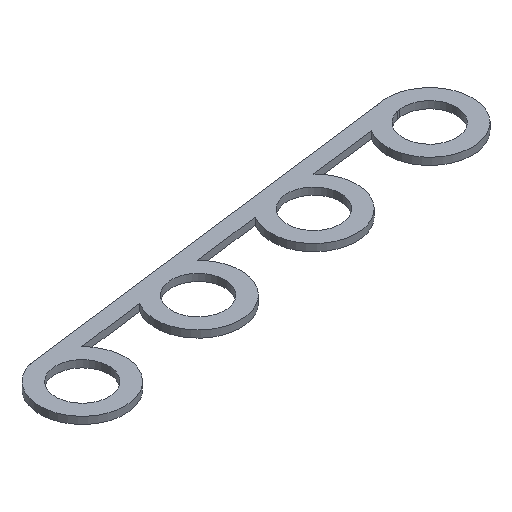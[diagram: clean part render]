
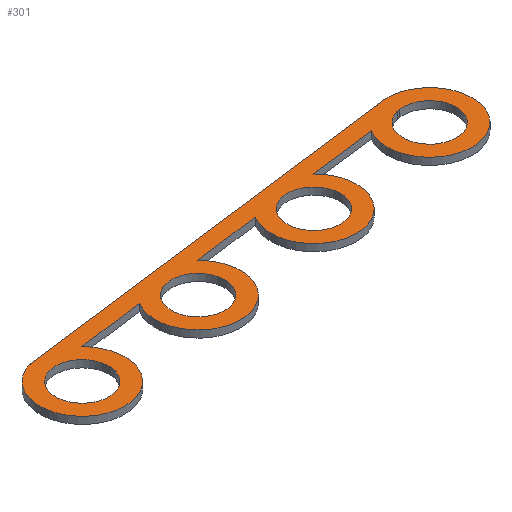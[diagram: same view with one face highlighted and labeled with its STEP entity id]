
A CAD part, isometric view. The second image highlights one B-rep face of the part: STEP entity #301.
In plain terms, the highlighted planar face has unit normal (0, 0, 1).
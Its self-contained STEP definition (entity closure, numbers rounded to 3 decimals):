
#23=FACE_BOUND('',#48,.T.);
#24=FACE_BOUND('',#49,.T.);
#25=FACE_BOUND('',#50,.T.);
#26=FACE_BOUND('',#51,.T.);
#31=FACE_OUTER_BOUND('',#47,.T.);
#47=EDGE_LOOP('',(#209,#210,#211,#212,#213,#214,#215,#216));
#48=EDGE_LOOP('',(#217,#218,#219));
#49=EDGE_LOOP('',(#220));
#50=EDGE_LOOP('',(#221));
#51=EDGE_LOOP('',(#222));
#71=LINE('',#449,#97);
#72=LINE('',#453,#98);
#73=LINE('',#457,#99);
#74=LINE('',#460,#100);
#75=LINE('',#465,#101);
#76=LINE('',#466,#102);
#97=VECTOR('',#357,10.);
#98=VECTOR('',#360,10.);
#99=VECTOR('',#363,10.);
#100=VECTOR('',#366,10.);
#101=VECTOR('',#369,10.);
#102=VECTOR('',#370,10.);
#123=CIRCLE('',#320,6.);
#124=CIRCLE('',#321,6.);
#125=CIRCLE('',#322,6.);
#126=CIRCLE('',#323,6.);
#127=CIRCLE('',#324,3.75);
#128=CIRCLE('',#325,3.75);
#129=CIRCLE('',#326,3.75);
#130=CIRCLE('',#327,3.75);
#139=VERTEX_POINT('',#445);
#140=VERTEX_POINT('',#446);
#141=VERTEX_POINT('',#448);
#142=VERTEX_POINT('',#450);
#143=VERTEX_POINT('',#452);
#144=VERTEX_POINT('',#454);
#145=VERTEX_POINT('',#456);
#146=VERTEX_POINT('',#458);
#147=VERTEX_POINT('',#461);
#148=VERTEX_POINT('',#462);
#149=VERTEX_POINT('',#464);
#150=VERTEX_POINT('',#467);
#151=VERTEX_POINT('',#469);
#152=VERTEX_POINT('',#471);
#167=EDGE_CURVE('',#139,#140,#123,.T.);
#168=EDGE_CURVE('',#140,#141,#71,.T.);
#169=EDGE_CURVE('',#141,#142,#124,.T.);
#170=EDGE_CURVE('',#142,#143,#72,.T.);
#171=EDGE_CURVE('',#143,#144,#125,.T.);
#172=EDGE_CURVE('',#144,#145,#73,.T.);
#173=EDGE_CURVE('',#145,#146,#126,.T.);
#174=EDGE_CURVE('',#146,#139,#74,.T.);
#175=EDGE_CURVE('',#147,#148,#127,.T.);
#176=EDGE_CURVE('',#148,#149,#75,.T.);
#177=EDGE_CURVE('',#149,#147,#76,.T.);
#178=EDGE_CURVE('',#150,#150,#128,.T.);
#179=EDGE_CURVE('',#151,#151,#129,.T.);
#180=EDGE_CURVE('',#152,#152,#130,.T.);
#209=ORIENTED_EDGE('',*,*,#167,.T.);
#210=ORIENTED_EDGE('',*,*,#168,.T.);
#211=ORIENTED_EDGE('',*,*,#169,.T.);
#212=ORIENTED_EDGE('',*,*,#170,.T.);
#213=ORIENTED_EDGE('',*,*,#171,.T.);
#214=ORIENTED_EDGE('',*,*,#172,.T.);
#215=ORIENTED_EDGE('',*,*,#173,.T.);
#216=ORIENTED_EDGE('',*,*,#174,.T.);
#217=ORIENTED_EDGE('',*,*,#175,.T.);
#218=ORIENTED_EDGE('',*,*,#176,.T.);
#219=ORIENTED_EDGE('',*,*,#177,.T.);
#220=ORIENTED_EDGE('',*,*,#178,.T.);
#221=ORIENTED_EDGE('',*,*,#179,.T.);
#222=ORIENTED_EDGE('',*,*,#180,.T.);
#293=PLANE('',#319);
#301=ADVANCED_FACE('',(#31,#23,#24,#25,#26),#293,.T.);
#319=AXIS2_PLACEMENT_3D('',#444,#353,#354);
#320=AXIS2_PLACEMENT_3D('',#447,#355,#356);
#321=AXIS2_PLACEMENT_3D('',#451,#358,#359);
#322=AXIS2_PLACEMENT_3D('',#455,#361,#362);
#323=AXIS2_PLACEMENT_3D('',#459,#364,#365);
#324=AXIS2_PLACEMENT_3D('',#463,#367,#368);
#325=AXIS2_PLACEMENT_3D('',#468,#371,#372);
#326=AXIS2_PLACEMENT_3D('',#470,#373,#374);
#327=AXIS2_PLACEMENT_3D('',#472,#375,#376);
#353=DIRECTION('center_axis',(0.,0.,1.));
#354=DIRECTION('ref_axis',(0.968,0.25,0.));
#355=DIRECTION('center_axis',(0.,0.,1.));
#356=DIRECTION('ref_axis',(0.968,0.25,0.));
#357=DIRECTION('',(0.992,0.127,0.));
#358=DIRECTION('center_axis',(0.,0.,1.));
#359=DIRECTION('ref_axis',(0.968,0.25,0.));
#360=DIRECTION('',(0.992,0.127,0.));
#361=DIRECTION('center_axis',(0.,0.,1.));
#362=DIRECTION('ref_axis',(0.968,0.25,0.));
#363=DIRECTION('',(0.992,0.127,0.));
#364=DIRECTION('center_axis',(0.,0.,1.));
#365=DIRECTION('ref_axis',(0.968,0.25,0.));
#366=DIRECTION('',(-0.992,-0.126,0.));
#367=DIRECTION('center_axis',(0.,0.,-1.));
#368=DIRECTION('ref_axis',(0.968,0.25,0.));
#369=DIRECTION('',(-0.25,0.968,0.));
#370=DIRECTION('',(0.992,0.127,0.));
#371=DIRECTION('center_axis',(0.,0.,-1.));
#372=DIRECTION('ref_axis',(0.968,0.25,0.));
#373=DIRECTION('center_axis',(0.,0.,-1.));
#374=DIRECTION('ref_axis',(0.968,0.25,0.));
#375=DIRECTION('center_axis',(0.,0.,-1.));
#376=DIRECTION('ref_axis',(0.968,0.25,0.));
#444=CARTESIAN_POINT('Origin',(-68.174,48.267,5.1));
#445=CARTESIAN_POINT('',(-97.676,50.515,5.1));
#446=CARTESIAN_POINT('',(-91.975,48.993,5.1));
#447=CARTESIAN_POINT('Origin',(-96.174,44.706,5.1));
#448=CARTESIAN_POINT('',(-82.641,50.185,5.1));
#449=CARTESIAN_POINT('',(-97.112,48.337,5.1));
#450=CARTESIAN_POINT('',(-73.318,51.376,5.1));
#451=CARTESIAN_POINT('Origin',(-77.507,47.08,5.1));
#452=CARTESIAN_POINT('',(-63.968,52.57,5.1));
#453=CARTESIAN_POINT('',(-97.112,48.337,5.1));
#454=CARTESIAN_POINT('',(-54.66,53.759,5.1));
#455=CARTESIAN_POINT('Origin',(-58.84,49.454,5.1));
#456=CARTESIAN_POINT('',(-45.295,54.955,5.1));
#457=CARTESIAN_POINT('',(-97.112,48.337,5.1));
#458=CARTESIAN_POINT('',(-41.676,57.637,5.1));
#459=CARTESIAN_POINT('Origin',(-40.174,51.828,5.1));
#460=CARTESIAN_POINT('',(-41.676,57.637,5.1));
#461=CARTESIAN_POINT('',(-40.649,55.548,5.1));
#462=CARTESIAN_POINT('',(-41.112,55.459,5.1));
#463=CARTESIAN_POINT('Origin',(-40.174,51.828,5.1));
#464=CARTESIAN_POINT('',(-41.12,55.488,5.1));
#465=CARTESIAN_POINT('',(-42.927,62.478,5.1));
#466=CARTESIAN_POINT('',(-97.112,48.337,5.1));
#467=CARTESIAN_POINT('',(-62.471,48.516,5.1));
#468=CARTESIAN_POINT('Origin',(-58.84,49.454,5.1));
#469=CARTESIAN_POINT('',(-99.804,43.767,5.1));
#470=CARTESIAN_POINT('Origin',(-96.174,44.706,5.1));
#471=CARTESIAN_POINT('',(-81.138,46.141,5.1));
#472=CARTESIAN_POINT('Origin',(-77.507,47.08,5.1));
